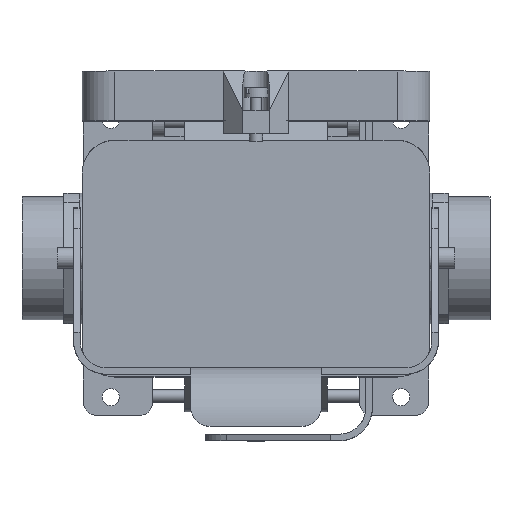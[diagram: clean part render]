
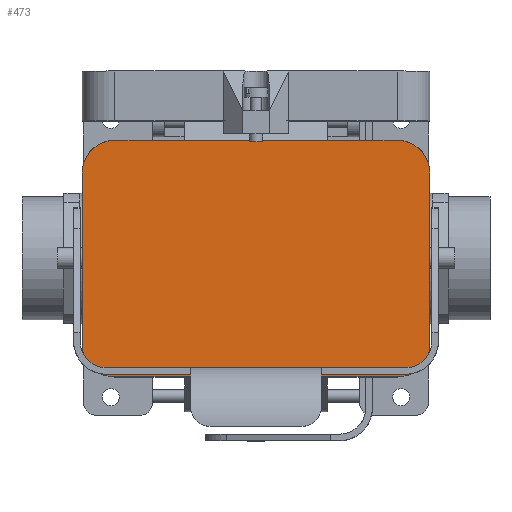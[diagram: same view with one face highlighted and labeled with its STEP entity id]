
A CAD part, top view. The second image highlights one B-rep face of the part: STEP entity #473.
In plain terms, the highlighted planar face has unit normal (0, 0, 1).
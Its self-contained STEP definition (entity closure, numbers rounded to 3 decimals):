
#473 = ADVANCED_FACE( '', ( #1235 ), #1236, .T. );
#1235 = FACE_OUTER_BOUND( '', #2386, .T. );
#1236 = PLANE( '', #2387 );
#2386 = EDGE_LOOP( '', ( #3746, #3747, #3748, #3749, #3750, #3751, #3752, #3753, #3754, #3755, #3756, #3757, #3758, #3759 ) );
#2387 = AXIS2_PLACEMENT_3D( '', #3760, #3761, #3762 );
#3746 = ORIENTED_EDGE( '', *, *, #6740, .F. );
#3747 = ORIENTED_EDGE( '', *, *, #6741, .T. );
#3748 = ORIENTED_EDGE( '', *, *, #6665, .T. );
#3749 = ORIENTED_EDGE( '', *, *, #6742, .F. );
#3750 = ORIENTED_EDGE( '', *, *, #6743, .F. );
#3751 = ORIENTED_EDGE( '', *, *, #6744, .F. );
#3752 = ORIENTED_EDGE( '', *, *, #6745, .T. );
#3753 = ORIENTED_EDGE( '', *, *, #6746, .T. );
#3754 = ORIENTED_EDGE( '', *, *, #6747, .F. );
#3755 = ORIENTED_EDGE( '', *, *, #6748, .T. );
#3756 = ORIENTED_EDGE( '', *, *, #6563, .T. );
#3757 = ORIENTED_EDGE( '', *, *, #6749, .T. );
#3758 = ORIENTED_EDGE( '', *, *, #6750, .F. );
#3759 = ORIENTED_EDGE( '', *, *, #6751, .F. );
#3760 = CARTESIAN_POINT( '', ( -54., 32.75, 19. ) );
#3761 = DIRECTION( '', ( 0., 0., 1. ) );
#3762 = DIRECTION( '', ( 1., 0., 0. ) );
#6563 = EDGE_CURVE( '', #7825, #7823, #7826, .T. );
#6665 = EDGE_CURVE( '', #8010, #8008, #8011, .T. );
#6740 = EDGE_CURVE( '', #7830, #8140, #8141, .T. );
#6741 = EDGE_CURVE( '', #7830, #8010, #8142, .T. );
#6742 = EDGE_CURVE( '', #8143, #8008, #8144, .T. );
#6743 = EDGE_CURVE( '', #8145, #8143, #8146, .T. );
#6744 = EDGE_CURVE( '', #8147, #8145, #8148, .T. );
#6745 = EDGE_CURVE( '', #8147, #8149, #8150, .T. );
#6746 = EDGE_CURVE( '', #8149, #8151, #8152, .F. );
#6747 = EDGE_CURVE( '', #8153, #8151, #8154, .T. );
#6748 = EDGE_CURVE( '', #8153, #7825, #8155, .T. );
#6749 = EDGE_CURVE( '', #7823, #8156, #8157, .T. );
#6750 = EDGE_CURVE( '', #8158, #8156, #8159, .T. );
#6751 = EDGE_CURVE( '', #8140, #8158, #8160, .T. );
#7823 = VERTEX_POINT( '', #9679 );
#7825 = VERTEX_POINT( '', #9682 );
#7826 = CIRCLE( '', #9683, 12.5 );
#7830 = VERTEX_POINT( '', #9688 );
#8008 = VERTEX_POINT( '', #9961 );
#8010 = VERTEX_POINT( '', #9964 );
#8011 = CIRCLE( '', #9965, 12.5 );
#8140 = VERTEX_POINT( '', #10135 );
#8141 = LINE( '', #10136, #10137 );
#8142 = LINE( '', #10138, #10139 );
#8143 = VERTEX_POINT( '', #10140 );
#8144 = LINE( '', #10141, #10142 );
#8145 = VERTEX_POINT( '', #10143 );
#8146 = CIRCLE( '', #10144, 12.5 );
#8147 = VERTEX_POINT( '', #10145 );
#8148 = LINE( '', #10146, #10147 );
#8149 = VERTEX_POINT( '', #10148 );
#8150 = LINE( '', #10149, #10150 );
#8151 = VERTEX_POINT( '', #10151 );
#8152 = CIRCLE( '', #10152, 5. );
#8153 = VERTEX_POINT( '', #10153 );
#8154 = LINE( '', #10154, #10155 );
#8155 = LINE( '', #10156, #10157 );
#8156 = VERTEX_POINT( '', #10158 );
#8157 = LINE( '', #10159, #10160 );
#8158 = VERTEX_POINT( '', #10161 );
#8159 = CIRCLE( '', #10162, 12.5 );
#8160 = LINE( '', #10163, #10164 );
#9679 = CARTESIAN_POINT( '', ( -66.5, 32.75, 19. ) );
#9682 = CARTESIAN_POINT( '', ( -54., 45.25, 19. ) );
#9683 = AXIS2_PLACEMENT_3D( '', #12217, #12218, #12219 );
#9688 = CARTESIAN_POINT( '', ( 27.25, -45.25, 19. ) );
#9961 = CARTESIAN_POINT( '', ( 66.5, -32.75, 19. ) );
#9964 = CARTESIAN_POINT( '', ( 54., -45.25, 19. ) );
#9965 = AXIS2_PLACEMENT_3D( '', #12367, #12368, #12369 );
#10135 = CARTESIAN_POINT( '', ( -27.25, -45.25, 19. ) );
#10136 = CARTESIAN_POINT( '', ( 0., -45.25, 19. ) );
#10137 = VECTOR( '', #12462, 1000. );
#10138 = CARTESIAN_POINT( '', ( 0., -45.25, 19. ) );
#10139 = VECTOR( '', #12463, 1000. );
#10140 = CARTESIAN_POINT( '', ( 66.5, 32.75, 19. ) );
#10141 = CARTESIAN_POINT( '', ( 66.5, 32.75, 19. ) );
#10142 = VECTOR( '', #12464, 1000. );
#10143 = CARTESIAN_POINT( '', ( 54., 45.25, 19. ) );
#10144 = AXIS2_PLACEMENT_3D( '', #12465, #12466, #12467 );
#10145 = CARTESIAN_POINT( '', ( 12.5, 45.25, 19. ) );
#10146 = CARTESIAN_POINT( '', ( 0., 45.25, 19. ) );
#10147 = VECTOR( '', #12468, 1000. );
#10148 = CARTESIAN_POINT( '', ( 4.33, 45.25, 19. ) );
#10149 = CARTESIAN_POINT( '', ( 132.126, 45.25, 19. ) );
#10150 = VECTOR( '', #12469, 1000. );
#10151 = CARTESIAN_POINT( '', ( -4.33, 45.25, 19. ) );
#10152 = AXIS2_PLACEMENT_3D( '', #12470, #12471, #12472 );
#10153 = CARTESIAN_POINT( '', ( -12.5, 45.25, 19. ) );
#10154 = CARTESIAN_POINT( '', ( -132.126, 45.25, 19. ) );
#10155 = VECTOR( '', #12473, 1000. );
#10156 = CARTESIAN_POINT( '', ( 0., 45.25, 19. ) );
#10157 = VECTOR( '', #12474, 1000. );
#10158 = CARTESIAN_POINT( '', ( -66.5, -32.75, 19. ) );
#10159 = CARTESIAN_POINT( '', ( -66.5, 32.75, 19. ) );
#10160 = VECTOR( '', #12475, 1000. );
#10161 = CARTESIAN_POINT( '', ( -54., -45.25, 19. ) );
#10162 = AXIS2_PLACEMENT_3D( '', #12476, #12477, #12478 );
#10163 = CARTESIAN_POINT( '', ( 0., -45.25, 19. ) );
#10164 = VECTOR( '', #12479, 1000. );
#12217 = CARTESIAN_POINT( '', ( -54., 32.75, 19. ) );
#12218 = DIRECTION( '', ( 0., 0., 1. ) );
#12219 = DIRECTION( '', ( 1., 0., 0. ) );
#12367 = CARTESIAN_POINT( '', ( 54., -32.75, 19. ) );
#12368 = DIRECTION( '', ( 0., 0., 1. ) );
#12369 = DIRECTION( '', ( -1., 0., 0. ) );
#12462 = DIRECTION( '', ( -1., 0., 0. ) );
#12463 = DIRECTION( '', ( 1., 0., 0. ) );
#12464 = DIRECTION( '', ( 0., -1., 0. ) );
#12465 = CARTESIAN_POINT( '', ( 54., 32.75, 19. ) );
#12466 = DIRECTION( '', ( 0., 0., -1. ) );
#12467 = DIRECTION( '', ( -1., 0., 0. ) );
#12468 = DIRECTION( '', ( 1., 0., 0. ) );
#12469 = DIRECTION( '', ( -1., 0., 0. ) );
#12470 = CARTESIAN_POINT( '', ( 0., 47.75, 19. ) );
#12471 = DIRECTION( '', ( 0., 0., 1. ) );
#12472 = DIRECTION( '', ( 1., 0., 0. ) );
#12473 = DIRECTION( '', ( 1., 0., 0. ) );
#12474 = DIRECTION( '', ( -1., 0., 0. ) );
#12475 = DIRECTION( '', ( 0., -1., 0. ) );
#12476 = CARTESIAN_POINT( '', ( -54., -32.75, 19. ) );
#12477 = DIRECTION( '', ( 0., 0., -1. ) );
#12478 = DIRECTION( '', ( 1., 0., 0. ) );
#12479 = DIRECTION( '', ( -1., 0., 0. ) );
